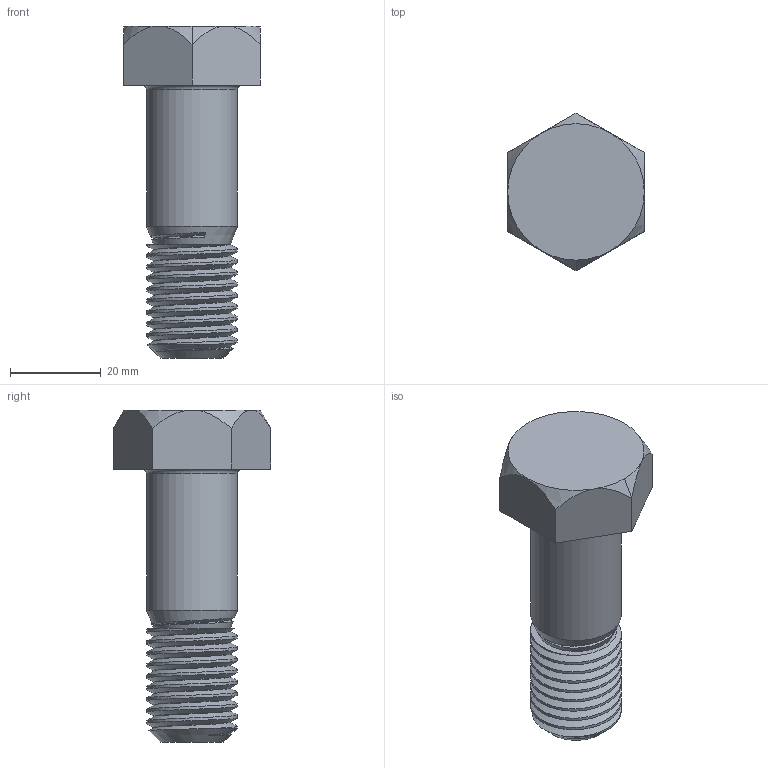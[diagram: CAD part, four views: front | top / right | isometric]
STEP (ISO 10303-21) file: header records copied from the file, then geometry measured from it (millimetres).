
FILE_DESCRIPTION(('FreeCAD Model'),'2;1');
FILE_NAME('Open CASCADE Shape Model','2022-08-21T13:09:38',(''),(''), 'Open CASCADE STEP processor 7.5','FreeCAD','Unknown');
FILE_SCHEMA(('AUTOMOTIVE_DESIGN { 1 0 10303 214 1 1 1 1 }'));
Length unit declared in the file: millimetre
Products named in the file (1): Tornillo M20x60
Bounding box: 30 x 34.64 x 73 mm (x, y, z)
Volume: 27630.6 mm3; surface area: 7347.7 mm2
Topology: 1 solids, 1 shells, 28 faces, 90 edges, 65 vertices
Faces by surface type: plane 11, cone 9, bspline 5, cylinder 2, torus 1
Full cylindrical faces by diameter (mm): 20 x1
Entity records: 10329 total; most frequent: CARTESIAN_POINT 8817, DIRECTION 195, ORIENTED_EDGE 180, PCURVE 180, DEFINITIONAL_REPRESENTATION 180, B_SPLINE_CURVE_WITH_KNOTS 129, EDGE_CURVE 90, LINE 89
